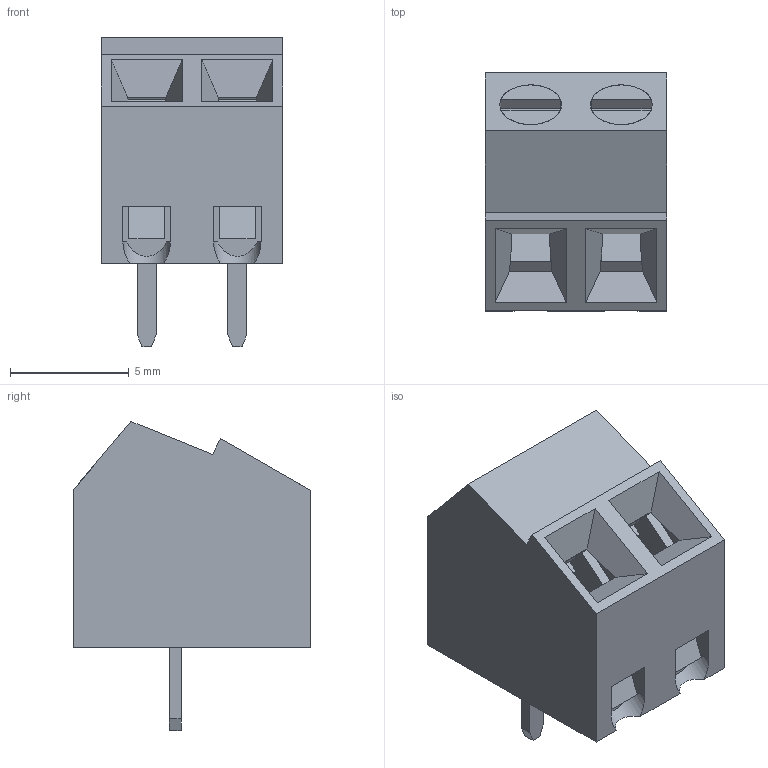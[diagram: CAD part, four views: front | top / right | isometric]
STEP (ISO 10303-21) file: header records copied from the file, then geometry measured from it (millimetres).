
FILE_DESCRIPTION( ( 'Unknown' ), '1' );
FILE_NAME( '691221320002.stp', 'Unknown', ( 'Quentin LAIDEBEUR' ), ( 'WE' ), 'PSStep 15.0.49', 'Sample-box', ' ' );
FILE_SCHEMA( ( 'AUTOMOTIVE_DESIGN { 1 0 10303 214 1 1 1 1 }' ) );
Length unit declared in the file: millimetre
Products named in the file (6): Assem1; 6912213200xx_MASS; 6912213200xx_VIS; 6912213200xx_PIN; 691221320002; 691221320002_BACK
Assembly tree (8 placements, depth 2):
  Assem1
    6912213200xx_MASS  x2
    6912213200xx_VIS  x2
    6912213200xx_PIN  x2
    691221320002
    691221320002_BACK
Bounding box: 7.62 x 10 x 13 mm (x, y, z)
Volume: 442.7 mm3; surface area: 1457.4 mm2
Topology: 8 solids, 8 shells, 197 faces, 523 edges, 346 vertices
Faces by surface type: plane 173, cylinder 24
Full cylindrical faces by diameter (mm): 1.7 x4, 2.6 x4
Entity records: 6451 total; most frequent: CARTESIAN_POINT 890, ORIENTED_EDGE 862, DIRECTION 823, EDGE_CURVE 431, LINE 381, VECTOR 381, VERTEX_POINT 288, AXIS2_PLACEMENT_3D 221
